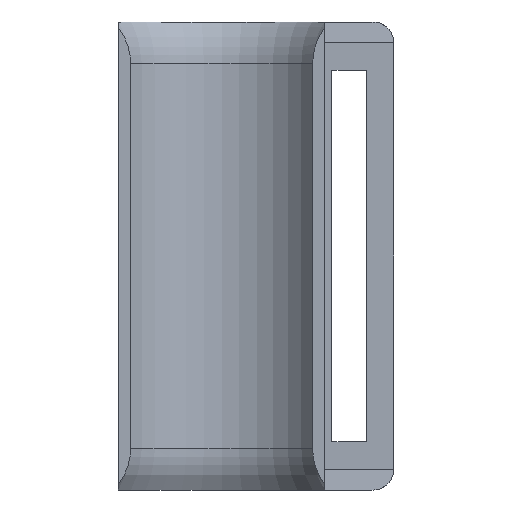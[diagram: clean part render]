
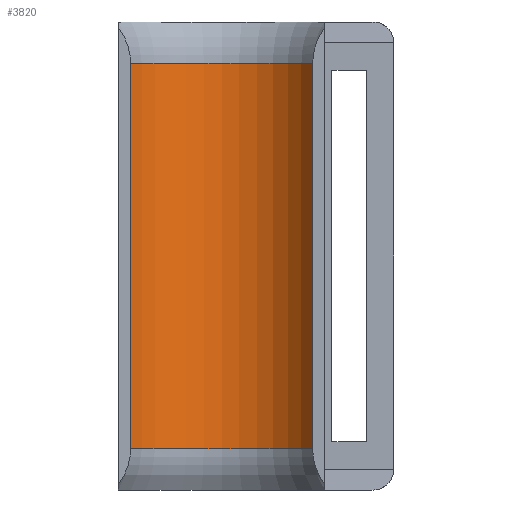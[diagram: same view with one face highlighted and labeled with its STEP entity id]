
A CAD part, front view. The second image highlights one B-rep face of the part: STEP entity #3820.
In plain terms, the highlighted cylindrical face has radius 8 mm (diameter 16 mm), a partial arc.
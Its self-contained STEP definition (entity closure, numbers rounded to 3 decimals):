
#939=CARTESIAN_POINT('',(7.5,-4.5,31.));
#940=DIRECTION('',(0.,0.,-1.));
#941=DIRECTION('',(-0.827,0.563,0.));
#942=AXIS2_PLACEMENT_3D('',#939,#940,#941);
#944=DIRECTION('',(0.,0.,-1.));
#945=VECTOR('',#944,28.);
#946=CARTESIAN_POINT('',(14.114,0.,31.));
#947=LINE('',#946,#945);
#948=CARTESIAN_POINT('',(7.5,-4.5,3.));
#949=DIRECTION('',(0.,0.,1.));
#950=DIRECTION('',(0.827,0.563,0.));
#951=AXIS2_PLACEMENT_3D('',#948,#949,#950);
#953=DIRECTION('',(0.,0.,1.));
#954=VECTOR('',#953,28.);
#955=CARTESIAN_POINT('',(0.886,0.,3.));
#956=LINE('',#955,#954);
#3046=CARTESIAN_POINT('',(14.114,0.,31.));
#3047=CARTESIAN_POINT('',(14.114,0.,3.));
#3048=VERTEX_POINT('',#3046);
#3049=VERTEX_POINT('',#3047);
#3050=CARTESIAN_POINT('',(0.886,0.,3.));
#3051=CARTESIAN_POINT('',(0.886,0.,31.));
#3052=VERTEX_POINT('',#3050);
#3053=VERTEX_POINT('',#3051);
#3809=CARTESIAN_POINT('',(7.5,-4.5,-3.4));
#3810=DIRECTION('',(0.,0.,1.));
#3811=DIRECTION('',(1.,0.,0.));
#3812=AXIS2_PLACEMENT_3D('',#3809,#3810,#3811);
#3813=CYLINDRICAL_SURFACE('',#3812,8.);
#3814=ORIENTED_EDGE('',*,*,#3683,.T.);
#3815=ORIENTED_EDGE('',*,*,#3698,.T.);
#3816=ORIENTED_EDGE('',*,*,#3716,.T.);
#3817=ORIENTED_EDGE('',*,*,#3802,.T.);
#3818=EDGE_LOOP('',(#3814,#3815,#3816,#3817));
#3819=FACE_OUTER_BOUND('',#3818,.F.);
#3820=ADVANCED_FACE('',(#3819),#3813,.F.);
#943=CIRCLE('',#942,8.);
#952=CIRCLE('',#951,8.);
#3683=EDGE_CURVE('',#3053,#3048,#943,.T.);
#3698=EDGE_CURVE('',#3048,#3049,#947,.T.);
#3716=EDGE_CURVE('',#3049,#3052,#952,.T.);
#3802=EDGE_CURVE('',#3052,#3053,#956,.T.);
